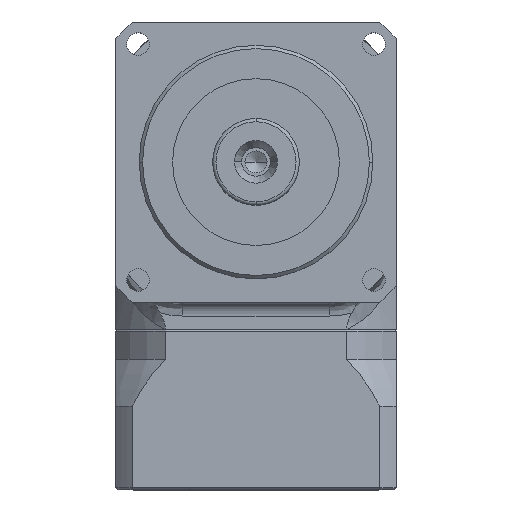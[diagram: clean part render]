
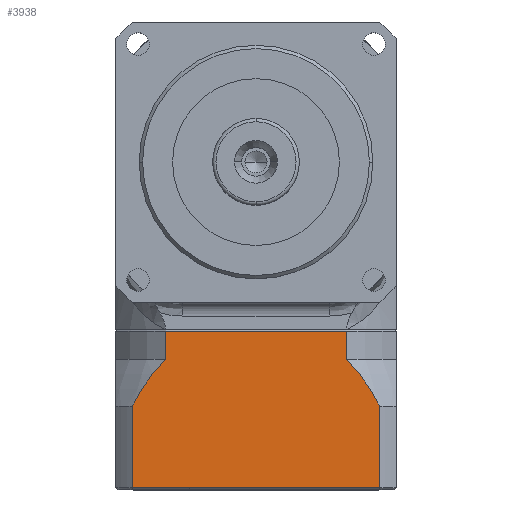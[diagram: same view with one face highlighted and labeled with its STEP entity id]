
A CAD part, top view. The second image highlights one B-rep face of the part: STEP entity #3938.
In plain terms, the highlighted planar face has unit normal (0, 0, 1).
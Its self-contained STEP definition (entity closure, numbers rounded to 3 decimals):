
#124 = EDGE_CURVE ( 'NONE', #16496, #9193, #11097, .T. ) ;
#158 = CARTESIAN_POINT ( 'NONE',  ( -13.565, 19.5, 21. ) ) ;
#373 = CARTESIAN_POINT ( 'NONE',  ( 18.52, 0.3, 21. ) ) ;
#415 = ORIENTED_EDGE ( 'NONE', *, *, #6547, .T. ) ;
#1411 = EDGE_CURVE ( 'NONE', #9378, #11038, #11573, .T. ) ;
#1510 = VECTOR ( 'NONE', #2748, 1000. ) ;
#1576 = CARTESIAN_POINT ( 'NONE',  ( 21., 0., 21. ) ) ;
#1783 = EDGE_LOOP ( 'NONE', ( #5973, #8834, #5496, #16348, #5890, #8721, #415, #5830 ) ) ;
#1937 = CARTESIAN_POINT ( 'NONE',  ( 21., 0.3, 21. ) ) ;
#2748 = DIRECTION ( 'NONE',  ( 0., -1., 0. ) ) ;
#3546 = CARTESIAN_POINT ( 'NONE',  ( 17.889, 13.805, 21. ) ) ;
#3802 = VECTOR ( 'NONE', #5402, 1000. ) ;
#3938 = ADVANCED_FACE ( 'NONE', ( #8986 ), #8108, .T. ) ;
#4055 = CARTESIAN_POINT ( 'NONE',  ( 13.565, 0., 21. ) ) ;
#4177 = VECTOR ( 'NONE', #10430, 1000. ) ;
#4250 = CARTESIAN_POINT ( 'NONE',  ( -18.52, 0., 21. ) ) ;
#5132 = LINE ( 'NONE', #9567, #11908 ) ;
#5386 = VECTOR ( 'NONE', #7230, 1000. ) ;
#5402 = DIRECTION ( 'NONE',  ( 0., 1., 0. ) ) ;
#5496 = ORIENTED_EDGE ( 'NONE', *, *, #15546, .F. ) ;
#5830 = ORIENTED_EDGE ( 'NONE', *, *, #124, .T. ) ;
#5849 = EDGE_CURVE ( 'NONE', #16646, #17112, #14269, .T. ) ;
#5890 = ORIENTED_EDGE ( 'NONE', *, *, #13443, .T. ) ;
#5916 = CARTESIAN_POINT ( 'NONE',  ( -13.565, 23.7, 21. ) ) ;
#5973 = ORIENTED_EDGE ( 'NONE', *, *, #16553, .T. ) ;
#6022 = CARTESIAN_POINT ( 'NONE',  ( -14.595, 18.478, 21. ) ) ;
#6078 = CARTESIAN_POINT ( 'NONE',  ( -17.889, 13.805, 21. ) ) ;
#6146 = CARTESIAN_POINT ( 'NONE',  ( 13.565, 19.5, 21. ) ) ;
#6547 = EDGE_CURVE ( 'NONE', #17112, #16496, #5132, .T. ) ;
#6858 = DIRECTION ( 'NONE',  ( 0., 0., 1. ) ) ;
#7049 = CARTESIAN_POINT ( 'NONE',  ( 13.565, 19.5, 21. ) ) ;
#7230 = DIRECTION ( 'NONE',  ( -1., 0., 0. ) ) ;
#7985 = DIRECTION ( 'NONE',  ( 0., -1., 0. ) ) ;
#8108 = PLANE ( 'NONE',  #15494 ) ;
#8555 = CARTESIAN_POINT ( 'NONE',  ( -17.163, 15.042, 21. ) ) ;
#8721 = ORIENTED_EDGE ( 'NONE', *, *, #5849, .T. ) ;
#8834 = ORIENTED_EDGE ( 'NONE', *, *, #16800, .F. ) ;
#8986 = FACE_OUTER_BOUND ( 'NONE', #1783, .T. ) ;
#9193 = VERTEX_POINT ( 'NONE', #16460 ) ;
#9378 = VERTEX_POINT ( 'NONE', #17352 ) ;
#9567 = CARTESIAN_POINT ( 'NONE',  ( -13.565, 0., 21. ) ) ;
#9957 = CARTESIAN_POINT ( 'NONE',  ( -18.52, 12.5, 21. ) ) ;
#10430 = DIRECTION ( 'NONE',  ( 0., -1., 0. ) ) ;
#10829 = VERTEX_POINT ( 'NONE', #13085 ) ;
#11038 = VERTEX_POINT ( 'NONE', #7049 ) ;
#11097 = B_SPLINE_CURVE_WITH_KNOTS ( 'NONE', 3,
 ( #14192, #6022, #12784, #8555, #6078, #9957 ),
 .UNSPECIFIED., .F., .F.,
 ( 4, 2, 4 ),
 ( 0., 0.004, 0.009 ),
 .UNSPECIFIED. ) ;
#11351 = CARTESIAN_POINT ( 'NONE',  ( 21., 23.7, 21. ) ) ;
#11470 = CARTESIAN_POINT ( 'NONE',  ( 15.515, 17.378, 21. ) ) ;
#11573 = B_SPLINE_CURVE_WITH_KNOTS ( 'NONE', 3,
 ( #15437, #3546, #14258, #11470, #11583, #6146 ),
 .UNSPECIFIED., .F., .F.,
 ( 4, 2, 4 ),
 ( 0., 0.004, 0.009 ),
 .UNSPECIFIED. ) ;
#11583 = CARTESIAN_POINT ( 'NONE',  ( 14.595, 18.478, 21. ) ) ;
#11737 = LINE ( 'NONE', #1937, #5386 ) ;
#11908 = VECTOR ( 'NONE', #7985, 1000. ) ;
#12784 = CARTESIAN_POINT ( 'NONE',  ( -15.515, 17.378, 21. ) ) ;
#13085 = CARTESIAN_POINT ( 'NONE',  ( -18.52, 0.3, 21. ) ) ;
#13443 = EDGE_CURVE ( 'NONE', #11038, #16646, #13947, .T. ) ;
#13688 = VERTEX_POINT ( 'NONE', #373 ) ;
#13768 = CARTESIAN_POINT ( 'NONE',  ( 13.565, 23.7, 21. ) ) ;
#13907 = LINE ( 'NONE', #15822, #4177 ) ;
#13947 = LINE ( 'NONE', #4055, #3802 ) ;
#14192 = CARTESIAN_POINT ( 'NONE',  ( -13.565, 19.5, 21. ) ) ;
#14258 = CARTESIAN_POINT ( 'NONE',  ( 17.163, 15.042, 21. ) ) ;
#14269 = LINE ( 'NONE', #11351, #16153 ) ;
#15437 = CARTESIAN_POINT ( 'NONE',  ( 18.52, 12.5, 21. ) ) ;
#15494 = AXIS2_PLACEMENT_3D ( 'NONE', #1576, #6858, #16163 ) ;
#15546 = EDGE_CURVE ( 'NONE', #9378, #13688, #13907, .T. ) ;
#15637 = LINE ( 'NONE', #4250, #1510 ) ;
#15822 = CARTESIAN_POINT ( 'NONE',  ( 18.52, 23.735, 21. ) ) ;
#16153 = VECTOR ( 'NONE', #16608, 1000. ) ;
#16163 = DIRECTION ( 'NONE',  ( 1., 0., 0. ) ) ;
#16348 = ORIENTED_EDGE ( 'NONE', *, *, #1411, .T. ) ;
#16460 = CARTESIAN_POINT ( 'NONE',  ( -18.52, 12.5, 21. ) ) ;
#16496 = VERTEX_POINT ( 'NONE', #158 ) ;
#16553 = EDGE_CURVE ( 'NONE', #9193, #10829, #15637, .T. ) ;
#16608 = DIRECTION ( 'NONE',  ( -1., 0., 0. ) ) ;
#16646 = VERTEX_POINT ( 'NONE', #13768 ) ;
#16800 = EDGE_CURVE ( 'NONE', #13688, #10829, #11737, .T. ) ;
#17112 = VERTEX_POINT ( 'NONE', #5916 ) ;
#17352 = CARTESIAN_POINT ( 'NONE',  ( 18.52, 12.5, 21. ) ) ;
